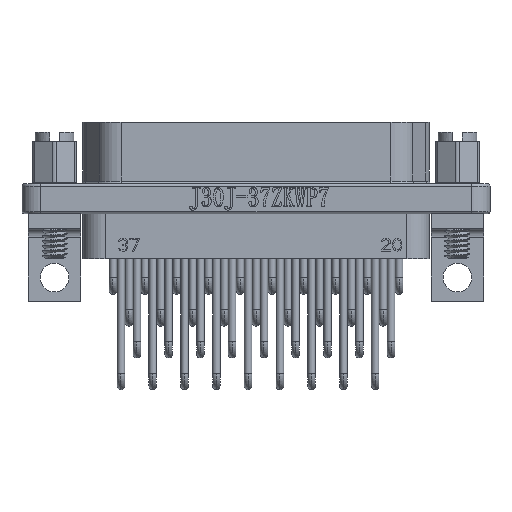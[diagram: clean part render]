
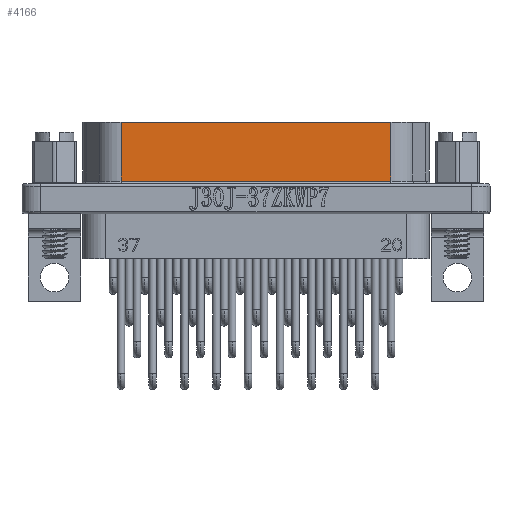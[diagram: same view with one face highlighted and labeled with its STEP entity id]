
A CAD part, top view. The second image highlights one B-rep face of the part: STEP entity #4166.
In plain terms, the highlighted planar face has unit normal (0, 0, 1).
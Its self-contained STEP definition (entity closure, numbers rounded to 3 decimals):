
#375 = CARTESIAN_POINT ( 'NONE',  ( -10.784, 10.9, 0. ) ) ;
#709 = DIRECTION ( 'NONE',  ( -1., 0., 0. ) ) ;
#4166 = ADVANCED_FACE ( 'NONE', ( #54279 ), #5803, .F. ) ;
#5775 = EDGE_CURVE ( 'NONE', #44365, #26845, #20442, .T. ) ;
#5803 = PLANE ( 'NONE',  #45342 ) ;
#9760 = DIRECTION ( 'NONE',  ( 1., 0., 0. ) ) ;
#11688 = CARTESIAN_POINT ( 'NONE',  ( 10.784, 10.9, 0. ) ) ;
#12066 = EDGE_CURVE ( 'NONE', #33768, #26845, #36234, .T. ) ;
#13555 = EDGE_LOOP ( 'NONE', ( #63337, #55656, #57299, #49222 ) ) ;
#20442 = LINE ( 'NONE', #62714, #46478 ) ;
#21673 = LINE ( 'NONE', #11688, #36532 ) ;
#23167 = LINE ( 'NONE', #65082, #54905 ) ;
#23735 = VERTEX_POINT ( 'NONE', #375 ) ;
#26845 = VERTEX_POINT ( 'NONE', #35732 ) ;
#27195 = VECTOR ( 'NONE', #46566, 1000. ) ;
#33768 = VERTEX_POINT ( 'NONE', #51938 ) ;
#35732 = CARTESIAN_POINT ( 'NONE',  ( 10.784, 6.2, 0. ) ) ;
#36234 = LINE ( 'NONE', #57223, #27195 ) ;
#36532 = VECTOR ( 'NONE', #709, 1000. ) ;
#37449 = DIRECTION ( 'NONE',  ( 0., 0., -1. ) ) ;
#44365 = VERTEX_POINT ( 'NONE', #56706 ) ;
#45342 = AXIS2_PLACEMENT_3D ( 'NONE', #59781, #37449, #53281 ) ;
#46478 = VECTOR ( 'NONE', #9760, 1000. ) ;
#46566 = DIRECTION ( 'NONE',  ( 0., -1., 0. ) ) ;
#46612 = EDGE_CURVE ( 'NONE', #33768, #23735, #21673, .T. ) ;
#49222 = ORIENTED_EDGE ( 'NONE', *, *, #5775, .T. ) ;
#51938 = CARTESIAN_POINT ( 'NONE',  ( 10.784, 10.9, 0. ) ) ;
#53281 = DIRECTION ( 'NONE',  ( -1., 0., 0. ) ) ;
#54279 = FACE_OUTER_BOUND ( 'NONE', #13555, .T. ) ;
#54905 = VECTOR ( 'NONE', #55472, 1000. ) ;
#55472 = DIRECTION ( 'NONE',  ( 0., -1., 0. ) ) ;
#55656 = ORIENTED_EDGE ( 'NONE', *, *, #46612, .T. ) ;
#56706 = CARTESIAN_POINT ( 'NONE',  ( -10.784, 6.2, 0. ) ) ;
#57223 = CARTESIAN_POINT ( 'NONE',  ( 10.784, 10.9, 0. ) ) ;
#57299 = ORIENTED_EDGE ( 'NONE', *, *, #60987, .T. ) ;
#59781 = CARTESIAN_POINT ( 'NONE',  ( 10.784, 10.9, 0. ) ) ;
#60987 = EDGE_CURVE ( 'NONE', #23735, #44365, #23167, .T. ) ;
#62714 = CARTESIAN_POINT ( 'NONE',  ( -10.784, 6.2, 0. ) ) ;
#63337 = ORIENTED_EDGE ( 'NONE', *, *, #12066, .F. ) ;
#65082 = CARTESIAN_POINT ( 'NONE',  ( -10.784, 10.9, 0. ) ) ;
